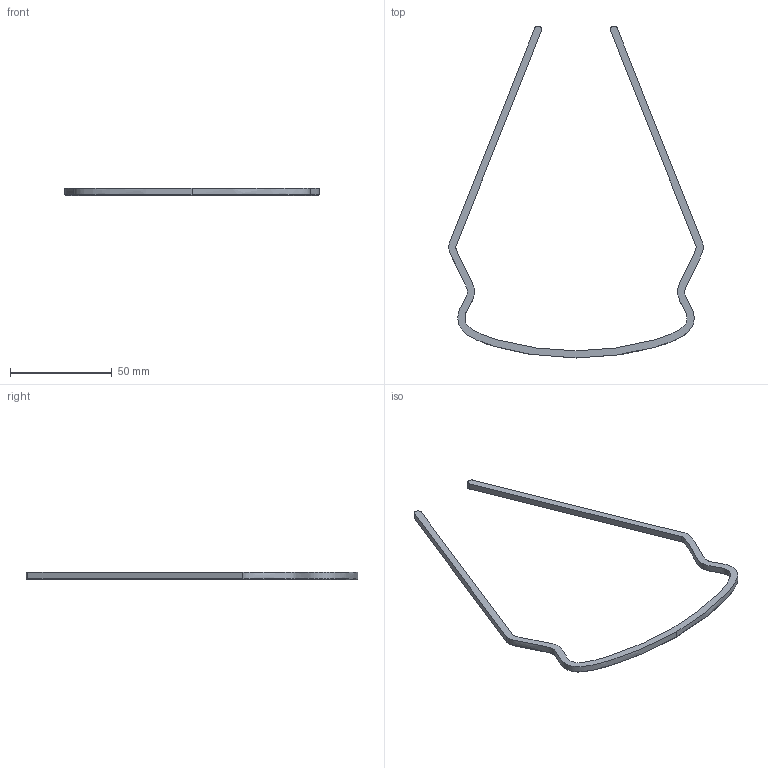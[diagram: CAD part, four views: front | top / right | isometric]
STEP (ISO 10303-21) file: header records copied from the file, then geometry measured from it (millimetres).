
FILE_DESCRIPTION(/* description */ ('Alibre Inc.'),/* implementation_level */ '2;1');
FILE_NAME(/* name */ 'export-ABCDFADE-C78F-4CAA-81A5-CEA3C7F1B5E5',/* time_stamp */ '2020-04-15T20:16:03+02:00',/* author */ (''),/* organization */ (''),/* preprocessor_version */ 'ST-DEVELOPER v17',/* originating_system */ 'Alibre',/* authorisation */ '');
FILE_SCHEMA (('AUTOMOTIVE_DESIGN'));
Length unit declared in the file: centimetre
Bounding box: 125.13 x 163.19 x 3.5 mm (x, y, z)
Volume: 5224.4 mm3; surface area: 5871.9 mm2
Topology: 1 solids, 1 shells, 24 faces, 60 edges, 38 vertices
Faces by surface type: plane 12, bspline 8, cylinder 4
Entity records: 2315 total; most frequent: CARTESIAN_POINT 1774, ORIENTED_EDGE 120, DIRECTION 80, EDGE_CURVE 60, VERTEX_POINT 38, VECTOR 36, LINE 36, AXIS2_PLACEMENT_3D 28
